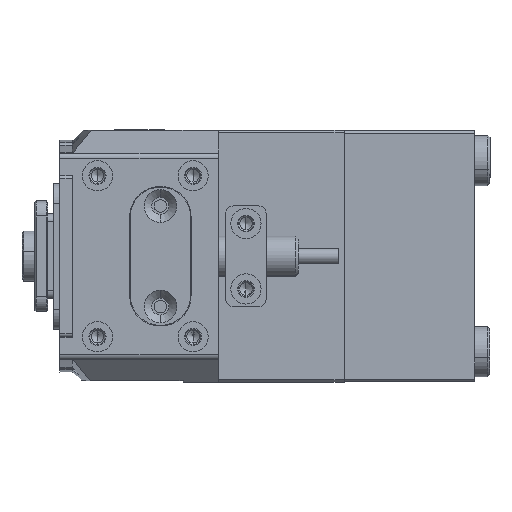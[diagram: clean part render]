
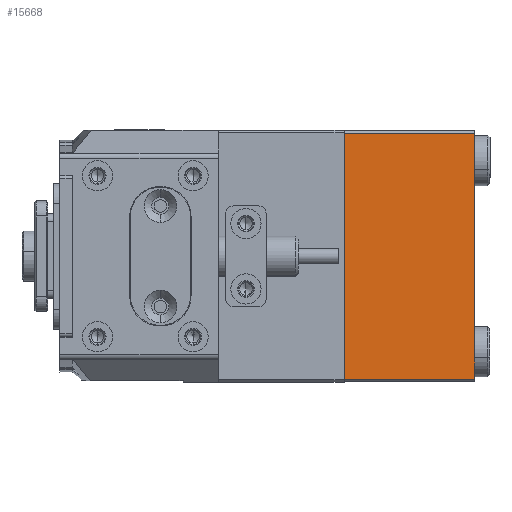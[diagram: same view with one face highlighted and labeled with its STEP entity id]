
A CAD part, left-side view. The second image highlights one B-rep face of the part: STEP entity #15668.
In plain terms, the highlighted planar face has unit normal (-1, 0, 0).
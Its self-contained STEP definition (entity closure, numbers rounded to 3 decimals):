
#1440 = DIRECTION ( 'NONE',  ( 0., 1., 0. ) ) ;
#1953 = LINE ( 'NONE', #47622, #44200 ) ;
#4503 = AXIS2_PLACEMENT_3D ( 'NONE', #14020, #18036, #45826 ) ;
#6393 = VECTOR ( 'NONE', #35440, 1000. ) ;
#7651 = LINE ( 'NONE', #43657, #40630 ) ;
#9271 = VERTEX_POINT ( 'NONE', #15055 ) ;
#9632 = ORIENTED_EDGE ( 'NONE', *, *, #18865, .T. ) ;
#14020 = CARTESIAN_POINT ( 'NONE',  ( -40.5, 24.9, -26. ) ) ;
#14934 = CARTESIAN_POINT ( 'NONE',  ( -40.5, 24.9, -26. ) ) ;
#15055 = CARTESIAN_POINT ( 'NONE',  ( -40.5, -24.4, -26. ) ) ;
#15668 = ADVANCED_FACE ( 'NONE', ( #47204 ), #37847, .F. ) ;
#18036 = DIRECTION ( 'NONE',  ( 1., 0., 0. ) ) ;
#18865 = EDGE_CURVE ( 'NONE', #48800, #25779, #31289, .T. ) ;
#19868 = DIRECTION ( 'NONE',  ( 0., 0., -1. ) ) ;
#21287 = CARTESIAN_POINT ( 'NONE',  ( -40.5, 24.9, 0. ) ) ;
#22280 = ORIENTED_EDGE ( 'NONE', *, *, #32109, .F. ) ;
#22905 = CARTESIAN_POINT ( 'NONE',  ( -40.5, 24.4, -26. ) ) ;
#25779 = VERTEX_POINT ( 'NONE', #48650 ) ;
#28164 = VECTOR ( 'NONE', #1440, 1000. ) ;
#28801 = ORIENTED_EDGE ( 'NONE', *, *, #35384, .T. ) ;
#28885 = DIRECTION ( 'NONE',  ( 0., 0., 1. ) ) ;
#29445 = LINE ( 'NONE', #14934, #6393 ) ;
#31289 = LINE ( 'NONE', #21287, #28164 ) ;
#31622 = ORIENTED_EDGE ( 'NONE', *, *, #31680, .T. ) ;
#31680 = EDGE_CURVE ( 'NONE', #25779, #40306, #7651, .T. ) ;
#32109 = EDGE_CURVE ( 'NONE', #9271, #40306, #29445, .T. ) ;
#32736 = CARTESIAN_POINT ( 'NONE',  ( -40.5, -24.4, 0. ) ) ;
#34881 = EDGE_LOOP ( 'NONE', ( #9632, #31622, #22280, #28801 ) ) ;
#35384 = EDGE_CURVE ( 'NONE', #9271, #48800, #1953, .T. ) ;
#35440 = DIRECTION ( 'NONE',  ( 0., 1., 0. ) ) ;
#37847 = PLANE ( 'NONE',  #4503 ) ;
#40306 = VERTEX_POINT ( 'NONE', #22905 ) ;
#40630 = VECTOR ( 'NONE', #19868, 1000. ) ;
#43657 = CARTESIAN_POINT ( 'NONE',  ( -40.5, 24.4, -26. ) ) ;
#44200 = VECTOR ( 'NONE', #28885, 1000. ) ;
#45826 = DIRECTION ( 'NONE',  ( 0., 0., -1. ) ) ;
#47204 = FACE_OUTER_BOUND ( 'NONE', #34881, .T. ) ;
#47622 = CARTESIAN_POINT ( 'NONE',  ( -40.5, -24.4, -26. ) ) ;
#48650 = CARTESIAN_POINT ( 'NONE',  ( -40.5, 24.4, 0. ) ) ;
#48800 = VERTEX_POINT ( 'NONE', #32736 ) ;
